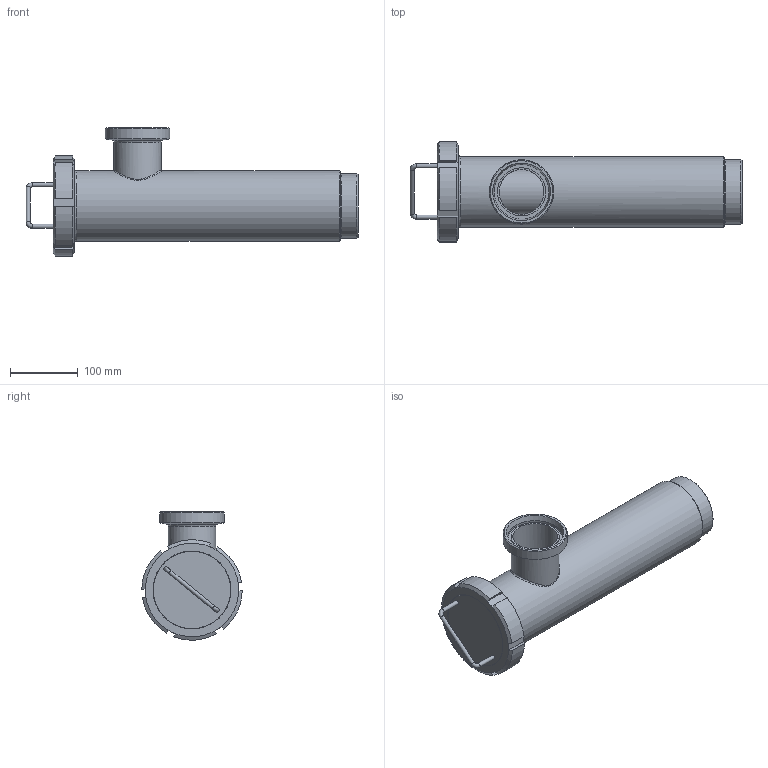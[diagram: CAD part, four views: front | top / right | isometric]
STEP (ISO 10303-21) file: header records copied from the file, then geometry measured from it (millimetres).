
FILE_DESCRIPTION((''),'2;1');
FILE_NAME('60100065X300.stp','2010-10-29T10:37:51',('Creator'),(''),'Autodesk Inventor 2010','Autodesk Inventor 2010','');
FILE_SCHEMA(('AUTOMOTIVE_DESIGN { 1 0 10303 214 1 1 1 1 }'));
Length unit declared in the file: millimetre
Products named in the file (1): 60100065X300
Bounding box: 489.5 x 147.99 x 188.83 mm (x, y, z)
Volume: 925803.9 mm3; surface area: 557559.4 mm2
Topology: 1 solids, 2 shells, 109 faces, 223 edges, 139 vertices
Faces by surface type: plane 43, cylinder 33, cone 26, bspline 5, torus 2
Full cylindrical faces by diameter (mm): 6 x3, 58 x1, 64 x1, 66 x3, 67.5 x1, 68 x1, 70 x1, 71 x2, 72 x2, 73 x1, 80.8 x2, 95 x2, 100 x1, 104 x2, 113.8 x1, 114 x1, 115 x1, 130.4 x1
Entity records: 4697 total; most frequent: CARTESIAN_POINT 2658, DIRECTION 424, ORIENTED_EDGE 342, AXIS2_PLACEMENT_3D 200, EDGE_LOOP 182, EDGE_CURVE 171, VERTEX_POINT 133, FACE_OUTER_BOUND 109
